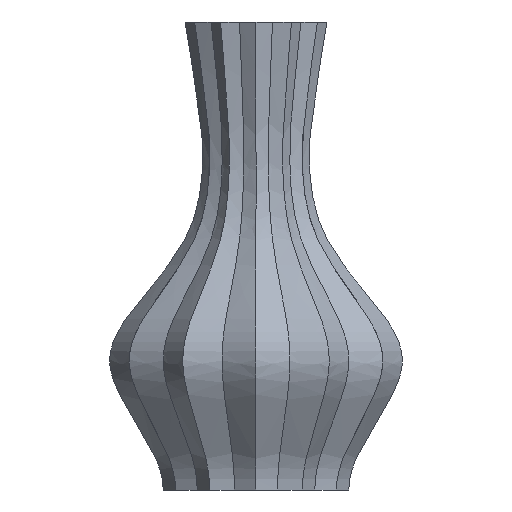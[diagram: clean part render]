
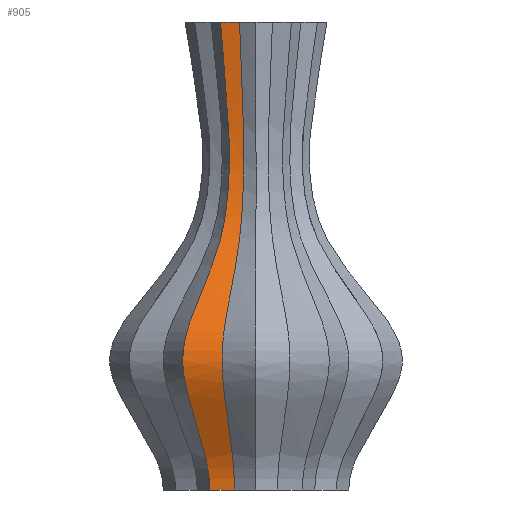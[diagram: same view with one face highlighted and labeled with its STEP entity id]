
A CAD part, left-side view. The second image highlights one B-rep face of the part: STEP entity #905.
In plain terms, the highlighted free-form (B-spline) face has degree [3, 3] with [13, 6] control points.
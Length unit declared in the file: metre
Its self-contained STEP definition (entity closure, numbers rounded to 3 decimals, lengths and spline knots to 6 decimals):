
#19=B_SPLINE_CURVE_WITH_KNOTS('',3,(#1194,#1195,#1196,#1197,#1198,#1199),
 .UNSPECIFIED.,.F.,.F.,(4,1,1,4),(0.,0.273387,0.58246,
1.),.UNSPECIFIED.);
#21=B_SPLINE_CURVE_WITH_KNOTS('',3,(#1289,#1290,#1291,#1292,#1293,#1294),
 .UNSPECIFIED.,.F.,.F.,(4,1,1,4),(0.,0.273387,0.58246,
1.),.UNSPECIFIED.);
#119=ORIENTED_EDGE('',*,*,#404,.T.);
#120=ORIENTED_EDGE('',*,*,#407,.F.);
#121=ORIENTED_EDGE('',*,*,#408,.F.);
#122=ORIENTED_EDGE('',*,*,#409,.T.);
#404=EDGE_CURVE('',#549,#547,#19,.T.);
#407=EDGE_CURVE('',#551,#547,#645,.T.);
#408=EDGE_CURVE('',#552,#551,#21,.T.);
#409=EDGE_CURVE('',#552,#549,#646,.T.);
#547=VERTEX_POINT('',#1192);
#549=VERTEX_POINT('',#1200);
#551=VERTEX_POINT('',#1288);
#552=VERTEX_POINT('',#1295);
#645=LINE('',#1287,#693);
#646=LINE('',#1296,#694);
#693=VECTOR('',#1058,1.);
#694=VECTOR('',#1059,1.);
#740=EDGE_LOOP('',(#119,#120,#121,#122));
#792=FACE_BOUND('',#740,.T.);
#844=B_SPLINE_SURFACE_WITH_KNOTS('',3,3,((#1209,#1210,#1211,#1212,#1213,
#1214),(#1215,#1216,#1217,#1218,#1219,#1220),(#1221,#1222,#1223,#1224,#1225,
#1226),(#1227,#1228,#1229,#1230,#1231,#1232),(#1233,#1234,#1235,#1236,#1237,
#1238),(#1239,#1240,#1241,#1242,#1243,#1244),(#1245,#1246,#1247,#1248,#1249,
#1250),(#1251,#1252,#1253,#1254,#1255,#1256),(#1257,#1258,#1259,#1260,#1261,
#1262),(#1263,#1264,#1265,#1266,#1267,#1268),(#1269,#1270,#1271,#1272,#1273,
#1274),(#1275,#1276,#1277,#1278,#1279,#1280),(#1281,#1282,#1283,#1284,#1285,
#1286)),.UNSPECIFIED.,.F.,.F.,.F.,(4,2,2,2,3,4),(4,1,1,4),(0.,0.25,0.5,
0.75,1.,1.085533),(0.,0.273387,0.58246,1.),
 .UNSPECIFIED.);
#905=ADVANCED_FACE('',(#792),#844,.T.);
#1058=DIRECTION('',(0.,-1.,0.));
#1059=DIRECTION('',(0.,-1.,0.));
#1192=CARTESIAN_POINT('',(-0.05821,0.015597,0.444));
#1194=CARTESIAN_POINT('',(-0.07621,0.02042,0.));
#1195=CARTESIAN_POINT('',(-0.07621,0.02042,0.041537));
#1196=CARTESIAN_POINT('',(-0.165889,0.04445,0.130482));
#1197=CARTESIAN_POINT('',(-0.006692,0.001793,0.243968));
#1198=CARTESIAN_POINT('',(-0.05821,0.015597,0.416748));
#1199=CARTESIAN_POINT('',(-0.05821,0.015597,0.444));
#1200=CARTESIAN_POINT('',(-0.07621,0.02042,0.));
#1209=CARTESIAN_POINT('',(-0.07621,0.044,0.));
#1210=CARTESIAN_POINT('',(-0.07621,0.044,0.041695));
#1211=CARTESIAN_POINT('',(-0.165889,0.095776,0.130398));
#1212=CARTESIAN_POINT('',(-0.006692,0.003864,0.244008));
#1213=CARTESIAN_POINT('',(-0.05821,0.033608,0.416731));
#1214=CARTESIAN_POINT('',(-0.05821,0.033608,0.444));
#1215=CARTESIAN_POINT('',(-0.07621,0.042035,0.));
#1216=CARTESIAN_POINT('',(-0.07621,0.042035,0.041695));
#1217=CARTESIAN_POINT('',(-0.165889,0.091499,0.130398));
#1218=CARTESIAN_POINT('',(-0.006692,0.003691,0.244008));
#1219=CARTESIAN_POINT('',(-0.05821,0.032107,0.416731));
#1220=CARTESIAN_POINT('',(-0.05821,0.032107,0.444));
#1221=CARTESIAN_POINT('',(-0.07621,0.04007,0.));
#1222=CARTESIAN_POINT('',(-0.07621,0.04007,0.041686));
#1223=CARTESIAN_POINT('',(-0.165889,0.087222,0.130403));
#1224=CARTESIAN_POINT('',(-0.006692,0.003518,0.244006));
#1225=CARTESIAN_POINT('',(-0.05821,0.030606,0.416732));
#1226=CARTESIAN_POINT('',(-0.05821,0.030606,0.444));
#1227=CARTESIAN_POINT('',(-0.07621,0.03614,0.));
#1228=CARTESIAN_POINT('',(-0.07621,0.03614,0.041656));
#1229=CARTESIAN_POINT('',(-0.165889,0.078667,0.130419));
#1230=CARTESIAN_POINT('',(-0.006692,0.003173,0.243998));
#1231=CARTESIAN_POINT('',(-0.05821,0.027604,0.416735));
#1232=CARTESIAN_POINT('',(-0.05821,0.027604,0.444));
#1233=CARTESIAN_POINT('',(-0.07621,0.034175,0.));
#1234=CARTESIAN_POINT('',(-0.07621,0.034175,0.041636));
#1235=CARTESIAN_POINT('',(-0.165889,0.07439,0.130429));
#1236=CARTESIAN_POINT('',(-0.006692,0.003001,0.243993));
#1237=CARTESIAN_POINT('',(-0.05821,0.026103,0.416738));
#1238=CARTESIAN_POINT('',(-0.05821,0.026103,0.444));
#1239=CARTESIAN_POINT('',(-0.07621,0.030245,0.));
#1240=CARTESIAN_POINT('',(-0.07621,0.030245,0.041597));
#1241=CARTESIAN_POINT('',(-0.165889,0.065836,0.13045));
#1242=CARTESIAN_POINT('',(-0.006692,0.002656,0.243983));
#1243=CARTESIAN_POINT('',(-0.05821,0.023102,0.416742));
#1244=CARTESIAN_POINT('',(-0.05821,0.023102,0.444));
#1245=CARTESIAN_POINT('',(-0.07621,0.02828,0.));
#1246=CARTESIAN_POINT('',(-0.07621,0.02828,0.041577));
#1247=CARTESIAN_POINT('',(-0.165889,0.061559,0.130461));
#1248=CARTESIAN_POINT('',(-0.006692,0.002483,0.243978));
#1249=CARTESIAN_POINT('',(-0.05821,0.021601,0.416744));
#1250=CARTESIAN_POINT('',(-0.05821,0.021601,0.444));
#1251=CARTESIAN_POINT('',(-0.07621,0.02435,0.));
#1252=CARTESIAN_POINT('',(-0.07621,0.02435,0.041548));
#1253=CARTESIAN_POINT('',(-0.165889,0.053004,0.130476));
#1254=CARTESIAN_POINT('',(-0.006692,0.002138,0.243971));
#1255=CARTESIAN_POINT('',(-0.05821,0.018599,0.416747));
#1256=CARTESIAN_POINT('',(-0.05821,0.018599,0.444));
#1257=CARTESIAN_POINT('',(-0.07621,0.022385,0.));
#1258=CARTESIAN_POINT('',(-0.07621,0.022385,0.041538));
#1259=CARTESIAN_POINT('',(-0.165889,0.048727,0.130482));
#1260=CARTESIAN_POINT('',(-0.006692,0.001966,0.243968));
#1261=CARTESIAN_POINT('',(-0.05821,0.017098,0.416748));
#1262=CARTESIAN_POINT('',(-0.05821,0.017098,0.444));
#1263=CARTESIAN_POINT('',(-0.07621,0.02042,0.));
#1264=CARTESIAN_POINT('',(-0.07621,0.02042,0.041537));
#1265=CARTESIAN_POINT('',(-0.165889,0.04445,0.130482));
#1266=CARTESIAN_POINT('',(-0.006692,0.001793,0.243968));
#1267=CARTESIAN_POINT('',(-0.05821,0.015597,0.416748));
#1268=CARTESIAN_POINT('',(-0.05821,0.015597,0.444));
#1269=CARTESIAN_POINT('',(-0.07621,0.019748,0.));
#1270=CARTESIAN_POINT('',(-0.07621,0.019748,0.041537));
#1271=CARTESIAN_POINT('',(-0.165889,0.042987,0.130482));
#1272=CARTESIAN_POINT('',(-0.006692,0.001734,0.243968));
#1273=CARTESIAN_POINT('',(-0.05821,0.015084,0.416748));
#1274=CARTESIAN_POINT('',(-0.05821,0.015084,0.444));
#1275=CARTESIAN_POINT('',(-0.07621,0.019076,0.));
#1276=CARTESIAN_POINT('',(-0.07621,0.019076,0.041537));
#1277=CARTESIAN_POINT('',(-0.165889,0.041523,0.130482));
#1278=CARTESIAN_POINT('',(-0.006692,0.001675,0.243968));
#1279=CARTESIAN_POINT('',(-0.05821,0.01457,0.416748));
#1280=CARTESIAN_POINT('',(-0.05821,0.01457,0.444));
#1281=CARTESIAN_POINT('',(-0.07621,0.018404,0.));
#1282=CARTESIAN_POINT('',(-0.07621,0.018404,0.041537));
#1283=CARTESIAN_POINT('',(-0.165889,0.04006,0.130482));
#1284=CARTESIAN_POINT('',(-0.006692,0.001616,0.243968));
#1285=CARTESIAN_POINT('',(-0.05821,0.014057,0.416748));
#1286=CARTESIAN_POINT('',(-0.05821,0.014057,0.444));
#1287=CARTESIAN_POINT('',(-0.05821,0.024603,0.444));
#1288=CARTESIAN_POINT('',(-0.05821,0.033608,0.444));
#1289=CARTESIAN_POINT('',(-0.07621,0.044,0.));
#1290=CARTESIAN_POINT('',(-0.07621,0.044,0.041695));
#1291=CARTESIAN_POINT('',(-0.165889,0.095776,0.130398));
#1292=CARTESIAN_POINT('',(-0.006692,0.003864,0.244008));
#1293=CARTESIAN_POINT('',(-0.05821,0.033608,0.416731));
#1294=CARTESIAN_POINT('',(-0.05821,0.033608,0.444));
#1295=CARTESIAN_POINT('',(-0.07621,0.044,0.));
#1296=CARTESIAN_POINT('',(-0.07621,0.03221,0.));
